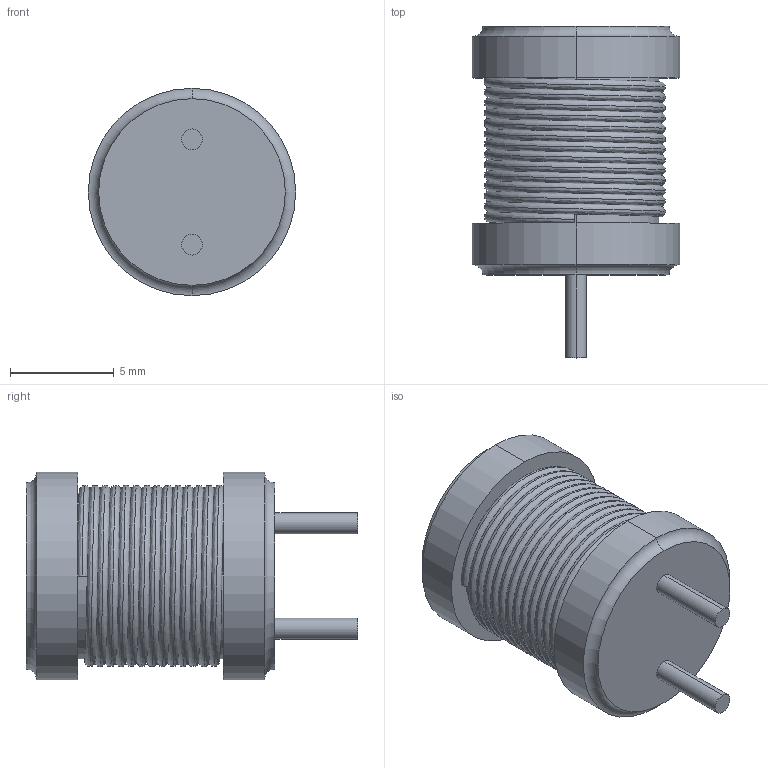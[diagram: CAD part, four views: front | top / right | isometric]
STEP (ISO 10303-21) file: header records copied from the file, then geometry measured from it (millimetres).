
FILE_DESCRIPTION (( 'STEP AP214' ), '1' );
FILE_NAME ('User Library-Inductor 10x12 (200 mils).STEP', '2012-06-03T07:24:40', ( 'sysAdmin' ), ( 'SolidWorks' ), 'SwSTEP 2.0', 'SolidWorks 2012', '' );
FILE_SCHEMA (( 'AUTOMOTIVE_DESIGN' ));
Length unit declared in the file: millimetre
Products named in the file (3): User Library-Inductor 10x12 (200 mils)_Inductor 10x12 (200 mils) Bobina_Valor predeterminado; User Library-Inductor 10x12 (200 mils)_Inductor 10x12 (200 mils) Ferrite_Valor predeterminado; User Library-Inductor 10x12 (200 mils)
Assembly tree (2 placements, depth 2):
  User Library-Inductor 10x12 (200 mils)
    User Library-Inductor 10x12 (200 mils)_Inductor 10x12 (200 mils) Bobina_Valor predeterminado
    User Library-Inductor 10x12 (200 mils)_Inductor 10x12 (200 mils) Ferrite_Valor predeterminado
Bounding box: 10 x 16 x 10 mm (x, y, z)
Volume: 806.6 mm3; surface area: 1098 mm2
Topology: 2 solids, 2 shells, 26 faces, 50 edges, 32 vertices
Faces by surface type: cylinder 10, plane 8, bspline 4, torus 4
Entity records: 4166 total; most frequent: CARTESIAN_POINT 3453, DIRECTION 136, ORIENTED_EDGE 100, AXIS2_PLACEMENT_3D 63, EDGE_CURVE 50, CIRCLE 36, VERTEX_POINT 32, EDGE_LOOP 30
